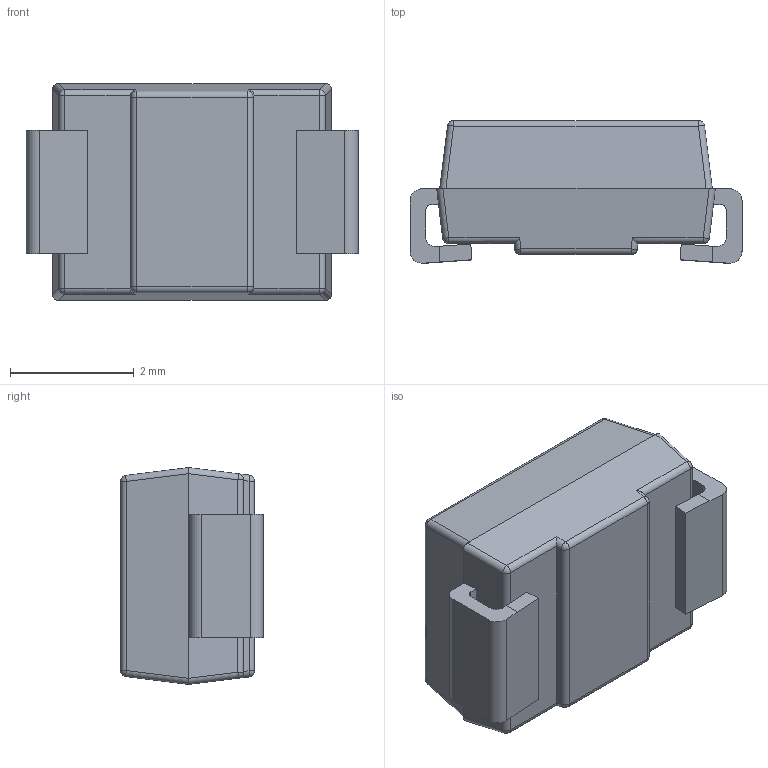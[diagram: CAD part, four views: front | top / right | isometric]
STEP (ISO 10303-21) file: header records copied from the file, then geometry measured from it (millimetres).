
FILE_DESCRIPTION (( 'STEP AP203' ), '1' );
FILE_NAME ('SMB 16R.STEP', '2020-08-21T01:39:08', ( '' ), ( '' ), 'SwSTEP 2.0', 'SolidWorks 2016', '' );
FILE_SCHEMA (( 'CONFIG_CONTROL_DESIGN' ));
Length unit declared in the file: millimetre
Products named in the file (6): LF 63010000599 RS2M; 70mil 240 um RGPP ; SMB 16R; clip 63010000719 SQ0.45 H0.64 RS2M; SMB 16R compound RS2M; 錨璃2^RS2M
Assembly tree (5 placements, depth 2):
  SMB 16R
    LF 63010000599 RS2M
    70mil 240 um RGPP 
    clip 63010000719 SQ0.45 H0.64 RS2M
    SMB 16R compound RS2M
    錨璃2^RS2M
Bounding box: 5.36 x 2.3 x 3.5 mm (x, y, z)
Volume: 36.8 mm3; surface area: 132.2 mm2
Topology: 8 solids, 8 shells, 186 faces, 477 edges, 294 vertices
Faces by surface type: plane 121, cylinder 53, sphere 12
Entity records: 6165 total; most frequent: CARTESIAN_POINT 1109, ORIENTED_EDGE 930, DIRECTION 911, EDGE_CURVE 465, VECTOR 343, LINE 343, VERTEX_POINT 294, AXIS2_PLACEMENT_3D 284
